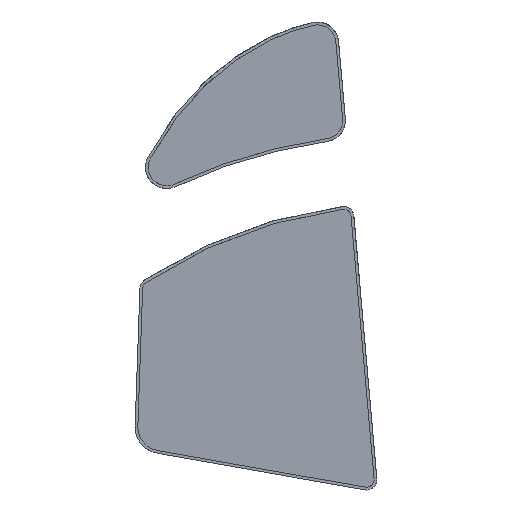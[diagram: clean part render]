
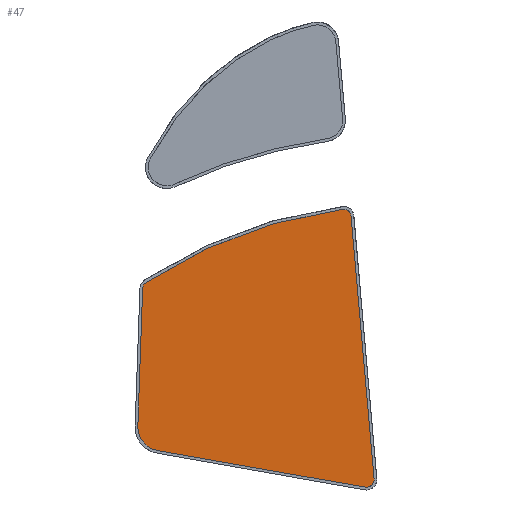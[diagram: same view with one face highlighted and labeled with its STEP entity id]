
A CAD part, left-side view. The second image highlights one B-rep face of the part: STEP entity #47.
In plain terms, the highlighted face is planar.
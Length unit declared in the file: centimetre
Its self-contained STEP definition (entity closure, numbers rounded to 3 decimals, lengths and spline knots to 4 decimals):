
#7 = ORIENTED_EDGE ( 'NONE', *, *, #3903, .T. ) ;
#23 = DIRECTION ( 'NONE',  ( 0.998, -0.069, -0.006 ) ) ;
#27 = LINE ( 'NONE', #4300, #771 ) ;
#47 = ADVANCED_FACE ( 'NONE', ( #3612 ), #4322, .T. ) ;
#148 = VERTEX_POINT ( 'NONE', #1651 ) ;
#182 = CARTESIAN_POINT ( 'NONE',  ( 49.6238, -162.1471, 50.5593 ) ) ;
#210 = CARTESIAN_POINT ( 'NONE',  ( 47.9828, -187.7902, 74.4132 ) ) ;
#216 = EDGE_LOOP ( 'NONE', ( #7, #4606, #2178, #1657, #2780, #4336, #3297, #4512, #2470 ) ) ;
#229 = DIRECTION ( 'NONE',  ( 0.067, 0.983, -0.173 ) ) ;
#239 = VERTEX_POINT ( 'NONE', #850 ) ;
#244 = EDGE_CURVE ( 'NONE', #3073, #148, #2242, .T. ) ;
#306 = EDGE_CURVE ( 'NONE', #2761, #2201, #3431, .T. ) ;
#349 = CARTESIAN_POINT ( 'NONE',  ( 47.8587, -187.8813, 55.0832 ) ) ;
#444 = VERTEX_POINT ( 'NONE', #499 ) ;
#499 = CARTESIAN_POINT ( 'NONE',  ( 47.9828, -187.7902, 74.4132 ) ) ;
#508 = CARTESIAN_POINT ( 'NONE',  ( 49.1545, -168.9889, 51.7519 ) ) ;
#569 = VERTEX_POINT ( 'NONE', #1593 ) ;
#671 = DIRECTION ( 'NONE',  ( -0.009, -0.035, -0.999 ) ) ;
#678 = CARTESIAN_POINT ( 'NONE',  ( 49.6238, -162.1471, 50.5593 ) ) ;
#691 = VERTEX_POINT ( 'NONE', #2787 ) ;
#718 = CARTESIAN_POINT ( 'NONE',  ( 49.6131, -162.3015, 50.5728 ) ) ;
#758 = CARTESIAN_POINT ( 'NONE',  ( 47.9574, -186.4425, 54.8295 ) ) ;
#771 = VECTOR ( 'NONE', #3248, 100. ) ;
#850 = CARTESIAN_POINT ( 'NONE',  ( 49.6238, -162.1471, 50.5593 ) ) ;
#874 = CARTESIAN_POINT ( 'NONE',  ( 49.049, -173.1344, 81.8352 ) ) ;
#906 = CARTESIAN_POINT ( 'NONE',  ( 49.6202, -162.1989, 50.5593 ) ) ;
#923 = CARTESIAN_POINT ( 'NONE',  ( 49.6266, -164.937, 82.9042 ) ) ;
#928 = CARTESIAN_POINT ( 'NONE',  ( 49.6131, -162.3015, 50.5728 ) ) ;
#938 =( BOUNDED_CURVE ( )  B_SPLINE_CURVE ( 3, ( #3951, #3927, #349, #758 ),
 .UNSPECIFIED., .F., .F. ) 
 B_SPLINE_CURVE_WITH_KNOTS ( ( 4, 4 ),
 ( 6.161, 7.5922 ),
 .UNSPECIFIED. ) 
 CURVE ( )  GEOMETRIC_REPRESENTATION_ITEM ( )  RATIONAL_B_SPLINE_CURVE ( ( 1., 0.836, 0.836, 1. ) ) 
 REPRESENTATION_ITEM ( '' )  );
#1023 = LINE ( 'NONE', #3882, #3558 ) ;
#1074 = AXIS2_PLACEMENT_3D ( 'NONE', #3221, #23, #1437 ) ;
#1222 = CARTESIAN_POINT ( 'NONE',  ( 48.4917, -180.8835, 78.956 ) ) ;
#1275 = CARTESIAN_POINT ( 'NONE',  ( 49.6642, -164.4031, 82.9738 ) ) ;
#1279 = CARTESIAN_POINT ( 'NONE',  ( 47.9507, -188.1901, 73.7015 ) ) ;
#1291 =( BOUNDED_CURVE ( )  B_SPLINE_CURVE ( 3, ( #210, #4419, #1564, #1279 ),
 .UNSPECIFIED., .F., .F. ) 
 B_SPLINE_CURVE_WITH_KNOTS ( ( 4, 4 ),
 ( 5.2069, 6.161 ),
 .UNSPECIFIED. ) 
 CURVE ( )  GEOMETRIC_REPRESENTATION_ITEM ( )  RATIONAL_B_SPLINE_CURVE ( ( 1., 0.926, 0.926, 1. ) ) 
 REPRESENTATION_ITEM ( '' )  );
#1337 = EDGE_CURVE ( 'NONE', #1931, #3073, #27, .T. ) ;
#1437 = DIRECTION ( 'NONE',  ( -0.069, -0.998, 0. ) ) ;
#1564 = CARTESIAN_POINT ( 'NONE',  ( 47.9532, -188.1799, 73.9953 ) ) ;
#1593 = CARTESIAN_POINT ( 'NONE',  ( 47.9507, -188.1901, 73.7015 ) ) ;
#1603 = CARTESIAN_POINT ( 'NONE',  ( 49.6166, -162.2505, 50.5638 ) ) ;
#1651 = CARTESIAN_POINT ( 'NONE',  ( 49.6266, -164.937, 82.9042 ) ) ;
#1657 = ORIENTED_EDGE ( 'NONE', *, *, #244, .T. ) ;
#1738 =( BOUNDED_CURVE ( )  B_SPLINE_CURVE ( 3, ( #678, #3534, #1776, #1751 ),
 .UNSPECIFIED., .F., .F. ) 
 B_SPLINE_CURVE_WITH_KNOTS ( ( 4, 4 ),
 ( 1.4835, 3.1416 ),
 .UNSPECIFIED. ) 
 CURVE ( )  GEOMETRIC_REPRESENTATION_ITEM ( )  RATIONAL_B_SPLINE_CURVE ( ( 1., 0.784, 0.784, 1. ) ) 
 REPRESENTATION_ITEM ( '' )  );
#1751 = CARTESIAN_POINT ( 'NONE',  ( 49.6914, -161.2615, 51.5258 ) ) ;
#1776 = CARTESIAN_POINT ( 'NONE',  ( 49.6914, -161.2129, 50.9703 ) ) ;
#1931 = VERTEX_POINT ( 'NONE', #4571 ) ;
#2099 =( BOUNDED_CURVE ( )  B_SPLINE_CURVE ( 3, ( #928, #1603, #906, #182 ),
 .UNSPECIFIED., .F., .T. ) 
 B_SPLINE_CURVE_WITH_KNOTS ( ( 4, 4 ),
 ( 1.309, 1.4835 ),
 .UNSPECIFIED. ) 
 CURVE ( )  GEOMETRIC_REPRESENTATION_ITEM ( )  RATIONAL_B_SPLINE_CURVE ( ( 1., 0.997, 0.997, 1. ) ) 
 REPRESENTATION_ITEM ( '' )  );
#2178 = ORIENTED_EDGE ( 'NONE', *, *, #1337, .T. ) ;
#2201 = VERTEX_POINT ( 'NONE', #718 ) ;
#2242 =( BOUNDED_CURVE ( )  B_SPLINE_CURVE ( 3, ( #3755, #4436, #1275, #923 ),
 .UNSPECIFIED., .F., .F. ) 
 B_SPLINE_CURVE_WITH_KNOTS ( ( 4, 4 ),
 ( 3.1416, 4.7548 ),
 .UNSPECIFIED. ) 
 CURVE ( )  GEOMETRIC_REPRESENTATION_ITEM ( )  RATIONAL_B_SPLINE_CURVE ( ( 1., 0.795, 0.795, 1. ) ) 
 REPRESENTATION_ITEM ( '' )  );
#2415 = EDGE_CURVE ( 'NONE', #691, #2761, #938, .T. ) ;
#2470 = ORIENTED_EDGE ( 'NONE', *, *, #306, .T. ) ;
#2580 = CARTESIAN_POINT ( 'NONE',  ( 47.9828, -187.7902, 74.4132 ) ) ;
#2761 = VERTEX_POINT ( 'NONE', #4590 ) ;
#2780 = ORIENTED_EDGE ( 'NONE', *, *, #3295, .T. ) ;
#2787 = CARTESIAN_POINT ( 'NONE',  ( 47.814, -188.7497, 57.6786 ) ) ;
#2872 = EDGE_CURVE ( 'NONE', #239, #1931, #1738, .T. ) ;
#3073 = VERTEX_POINT ( 'NONE', #3946 ) ;
#3221 = CARTESIAN_POINT ( 'NONE',  ( 49.6277, -162.1692, 51.4463 ) ) ;
#3248 = DIRECTION ( 'NONE',  ( 0., -0.087, 0.996 ) ) ;
#3282 = CARTESIAN_POINT ( 'NONE',  ( 49.6266, -164.937, 82.9042 ) ) ;
#3295 = EDGE_CURVE ( 'NONE', #148, #444, #3983, .T. ) ;
#3297 = ORIENTED_EDGE ( 'NONE', *, *, #4203, .T. ) ;
#3431 = LINE ( 'NONE', #508, #4290 ) ;
#3534 = CARTESIAN_POINT ( 'NONE',  ( 49.6626, -161.5896, 50.5593 ) ) ;
#3558 = VECTOR ( 'NONE', #671, 100. ) ;
#3612 = FACE_OUTER_BOUND ( 'NONE', #216, .T. ) ;
#3755 = CARTESIAN_POINT ( 'NONE',  ( 49.6914, -163.9364, 82.1001 ) ) ;
#3882 = CARTESIAN_POINT ( 'NONE',  ( 47.9785, -188.0763, 76.9618 ) ) ;
#3903 = EDGE_CURVE ( 'NONE', #2201, #239, #2099, .T. ) ;
#3927 = CARTESIAN_POINT ( 'NONE',  ( 47.8016, -188.8007, 56.2185 ) ) ;
#3946 = CARTESIAN_POINT ( 'NONE',  ( 49.6914, -163.9364, 82.1001 ) ) ;
#3951 = CARTESIAN_POINT ( 'NONE',  ( 47.814, -188.7497, 57.6786 ) ) ;
#3983 =( BOUNDED_CURVE ( )  B_SPLINE_CURVE ( 3, ( #3282, #874, #1222, #2580 ),
 .UNSPECIFIED., .F., .F. ) 
 B_SPLINE_CURVE_WITH_KNOTS ( ( 4, 4 ),
 ( 4.7548, 5.2069 ),
 .UNSPECIFIED. ) 
 CURVE ( )  GEOMETRIC_REPRESENTATION_ITEM ( )  RATIONAL_B_SPLINE_CURVE ( ( 1., 0.983, 0.983, 1. ) ) 
 REPRESENTATION_ITEM ( '' )  );
#4045 = EDGE_CURVE ( 'NONE', #444, #569, #1291, .T. ) ;
#4203 = EDGE_CURVE ( 'NONE', #569, #691, #1023, .T. ) ;
#4290 = VECTOR ( 'NONE', #229, 100. ) ;
#4300 = CARTESIAN_POINT ( 'NONE',  ( 49.6914, -163.4234, 76.236 ) ) ;
#4322 = PLANE ( 'NONE',  #1074 ) ;
#4336 = ORIENTED_EDGE ( 'NONE', *, *, #4045, .T. ) ;
#4419 = CARTESIAN_POINT ( 'NONE',  ( 47.9648, -188.0358, 74.2516 ) ) ;
#4436 = CARTESIAN_POINT ( 'NONE',  ( 49.6914, -163.9833, 82.6365 ) ) ;
#4512 = ORIENTED_EDGE ( 'NONE', *, *, #2415, .T. ) ;
#4571 = CARTESIAN_POINT ( 'NONE',  ( 49.6914, -161.2615, 51.5258 ) ) ;
#4590 = CARTESIAN_POINT ( 'NONE',  ( 47.9574, -186.4425, 54.8295 ) ) ;
#4606 = ORIENTED_EDGE ( 'NONE', *, *, #2872, .T. ) ;
